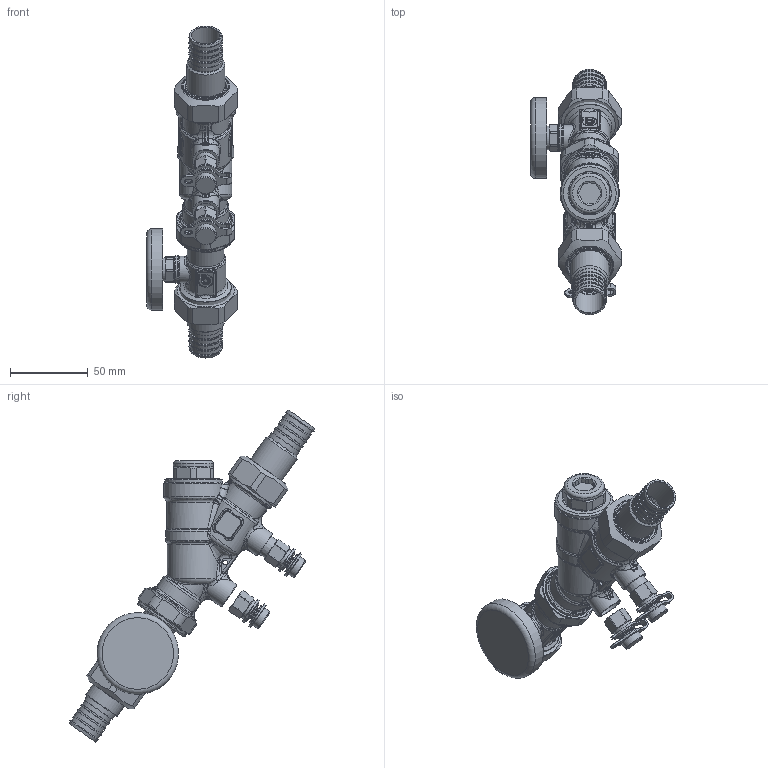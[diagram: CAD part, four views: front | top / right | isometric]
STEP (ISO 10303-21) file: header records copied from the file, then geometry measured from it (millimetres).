
FILE_DESCRIPTION(/* description */ (''),/* implementation_level */ '2;1');
FILE_NAME(/* name */ '128465AFC_Simplify_1.stp',/* time_stamp */ '2025-07-21T11:02:06-05:00',/* author */ ('ischreiner'),/* organization */ (''),/* preprocessor_version */ 'ST-DEVELOPER v20',/* originating_system */ 'Autodesk Inventor 2025',/* authorisation */ '');
FILE_SCHEMA (('AUTOMOTIVE_DESIGN { 1 0 10303 214 3 1 1 }'));
Products named in the file (1): 128465AFC_Simplify_1
Bounding box: 58.22 x 158.02 x 213.28 mm (x, y, z)
Volume: 228283.2 mm3; surface area: 62420.2 mm2
Topology: 8 solids, 8 shells, 1659 faces, 3947 edges, 2285 vertices
Faces by surface type: bspline 837, cylinder 341, plane 222, cone 117, torus 100, sphere 42
Full cylindrical faces by diameter (mm): 3 x1, 8 x2, 11.5 x2, 12 x4, 12.2 x2, 13.5 x6, 13.9 x2, 15.24 x1, 15.875 x1, 16.256 x1, 17 x1, 17.5 x2, 18 x1, 18.161 x2, 19.812 x1, 20.091 x2, 20.574 x1, 20.6 x1, 20.701 x8, 21.742 x10, 22 x1, 23.5 x1, 24 x1, 24.384 x2, 25.8 x1, 26.416 x2, 26.924 x2, 29.5 x1, 29.6 x1, 29.972 x2
Entity records: 162100 total; most frequent: CARTESIAN_POINT 127302, ORIENTED_EDGE 7748, DIRECTION 5442, EDGE_CURVE 3874, AXIS2_PLACEMENT_3D 2362, VERTEX_POINT 2285, EDGE_LOOP 1739, STYLED_ITEM 1667
